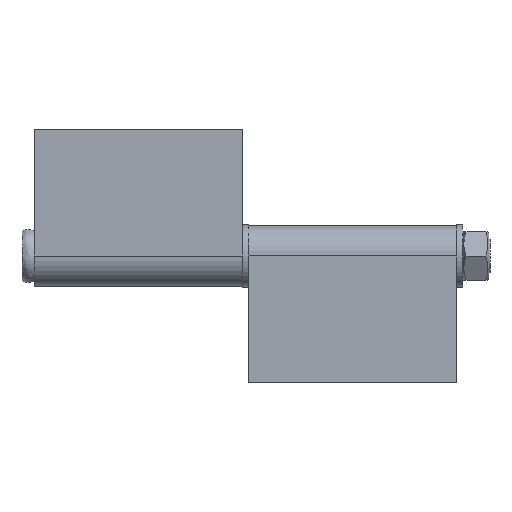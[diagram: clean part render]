
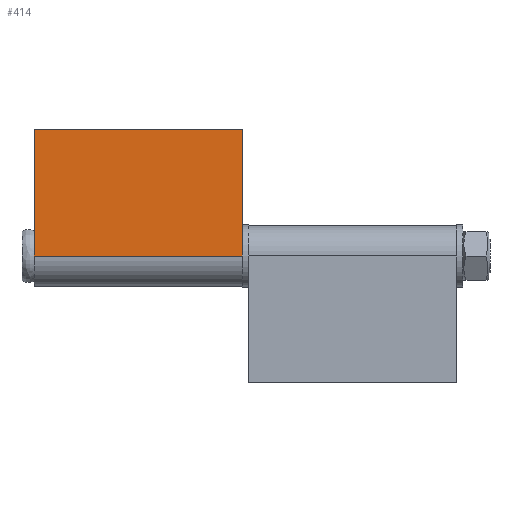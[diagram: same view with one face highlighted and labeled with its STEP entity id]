
A CAD part, front view. The second image highlights one B-rep face of the part: STEP entity #414.
In plain terms, the highlighted planar face has unit normal (0, -1, 0).
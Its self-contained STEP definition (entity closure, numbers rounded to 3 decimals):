
#49=LINE('',#718,#69);
#50=LINE('',#720,#70);
#51=LINE('',#722,#71);
#52=LINE('',#723,#72);
#69=VECTOR('',#517,61.);
#70=VECTOR('',#518,100.);
#71=VECTOR('',#519,61.);
#72=VECTOR('',#520,100.);
#129=FACE_OUTER_BOUND('',#159,.T.);
#159=EDGE_LOOP('',(#302,#303,#304,#305));
#211=VERTEX_POINT('',#716);
#212=VERTEX_POINT('',#717);
#213=VERTEX_POINT('',#719);
#214=VERTEX_POINT('',#721);
#248=EDGE_CURVE('',#211,#212,#49,.T.);
#249=EDGE_CURVE('',#213,#212,#50,.T.);
#250=EDGE_CURVE('',#213,#214,#51,.T.);
#251=EDGE_CURVE('',#214,#211,#52,.T.);
#302=ORIENTED_EDGE('',*,*,#248,.T.);
#303=ORIENTED_EDGE('',*,*,#249,.F.);
#304=ORIENTED_EDGE('',*,*,#250,.T.);
#305=ORIENTED_EDGE('',*,*,#251,.T.);
#393=PLANE('',#451);
#414=ADVANCED_FACE('',(#129),#393,.T.);
#451=AXIS2_PLACEMENT_3D('',#715,#515,#516);
#515=DIRECTION('center_axis',(0.,-1.,0.));
#516=DIRECTION('ref_axis',(0.,0.,-1.));
#517=DIRECTION('',(-1.,0.,0.));
#518=DIRECTION('',(0.,0.,1.));
#519=DIRECTION('',(1.,0.,0.));
#520=DIRECTION('',(0.,0.,1.));
#715=CARTESIAN_POINT('Origin',(0.,0.,0.));
#716=CARTESIAN_POINT('',(0.,0.,100.));
#717=CARTESIAN_POINT('',(-61.,0.,100.));
#718=CARTESIAN_POINT('',(-61.,0.,100.));
#719=CARTESIAN_POINT('',(-61.,0.,0.));
#720=CARTESIAN_POINT('',(-61.,0.,0.));
#721=CARTESIAN_POINT('',(0.,0.,0.));
#722=CARTESIAN_POINT('',(-61.,0.,0.));
#723=CARTESIAN_POINT('',(0.,0.,0.));
